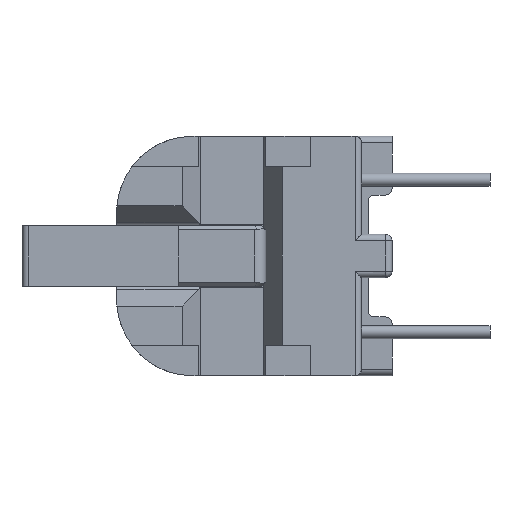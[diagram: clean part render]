
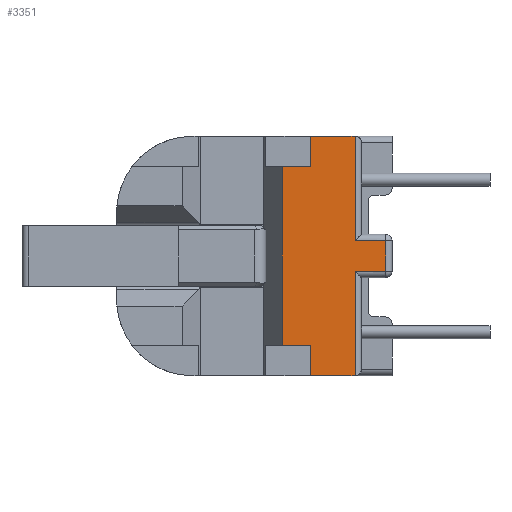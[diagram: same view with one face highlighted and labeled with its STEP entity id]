
A CAD part, left-side view. The second image highlights one B-rep face of the part: STEP entity #3351.
In plain terms, the highlighted planar face has unit normal (-1, 0, 0).
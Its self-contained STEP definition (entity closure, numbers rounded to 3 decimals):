
#67 = LINE ( 'NONE', #16018, #9815 ) ;
#257 = VERTEX_POINT ( 'NONE', #9804 ) ;
#628 = EDGE_CURVE ( 'NONE', #14354, #6964, #6521, .T. ) ;
#747 = ORIENTED_EDGE ( 'NONE', *, *, #2475, .F. ) ;
#824 = VECTOR ( 'NONE', #7078, 1000. ) ;
#826 = LINE ( 'NONE', #13861, #17473 ) ;
#841 = LINE ( 'NONE', #16703, #17281 ) ;
#1025 = AXIS2_PLACEMENT_3D ( 'NONE', #15516, #1774, #16904 ) ;
#1045 = LINE ( 'NONE', #1534, #824 ) ;
#1061 = CARTESIAN_POINT ( 'NONE',  ( -23.341, -39.591, 4.1 ) ) ;
#1208 = VERTEX_POINT ( 'NONE', #9997 ) ;
#1346 = CARTESIAN_POINT ( 'NONE',  ( -23.341, -41.641, 5.5 ) ) ;
#1412 = CARTESIAN_POINT ( 'NONE',  ( -23.341, -38.291, -4.1 ) ) ;
#1534 = CARTESIAN_POINT ( 'NONE',  ( -23.341, -41.641, -0.7 ) ) ;
#1702 = CARTESIAN_POINT ( 'NONE',  ( -23.341, -43.041, 0.7 ) ) ;
#1709 = DIRECTION ( 'NONE',  ( 0., 0., 1. ) ) ;
#1774 = DIRECTION ( 'NONE',  ( -1., 0., 0. ) ) ;
#2094 = EDGE_CURVE ( 'NONE', #17052, #8391, #6926, .T. ) ;
#2148 = VECTOR ( 'NONE', #15600, 1000. ) ;
#2475 = EDGE_CURVE ( 'NONE', #13418, #15744, #4799, .T. ) ;
#2592 = VERTEX_POINT ( 'NONE', #17058 ) ;
#2743 = CARTESIAN_POINT ( 'NONE',  ( -23.341, -41.641, -0.7 ) ) ;
#2856 = VECTOR ( 'NONE', #3568, 1000. ) ;
#2963 = VERTEX_POINT ( 'NONE', #6335 ) ;
#3244 = LINE ( 'NONE', #1061, #13785 ) ;
#3351 = ADVANCED_FACE ( 'NONE', ( #11824 ), #3794, .T. ) ;
#3451 = ORIENTED_EDGE ( 'NONE', *, *, #7095, .F. ) ;
#3568 = DIRECTION ( 'NONE',  ( 0., 0., 1. ) ) ;
#3794 = PLANE ( 'NONE',  #1025 ) ;
#3875 = DIRECTION ( 'NONE',  ( 0., 1., 0. ) ) ;
#4098 = CARTESIAN_POINT ( 'NONE',  ( -23.341, -39.591, 5.3 ) ) ;
#4120 = LINE ( 'NONE', #5598, #16380 ) ;
#4168 = DIRECTION ( 'NONE',  ( 0., 1., 0. ) ) ;
#4471 = CARTESIAN_POINT ( 'NONE',  ( -23.341, -39.591, 4.1 ) ) ;
#4538 = LINE ( 'NONE', #8662, #2148 ) ;
#4704 = EDGE_CURVE ( 'NONE', #1208, #14874, #1045, .T. ) ;
#4746 = EDGE_CURVE ( 'NONE', #2963, #15744, #4120, .T. ) ;
#4799 = LINE ( 'NONE', #4098, #6697 ) ;
#5598 = CARTESIAN_POINT ( 'NONE',  ( -23.341, -35.991, 5.5 ) ) ;
#5669 = EDGE_CURVE ( 'NONE', #16547, #1208, #67, .T. ) ;
#5930 = ORIENTED_EDGE ( 'NONE', *, *, #10301, .T. ) ;
#6015 = ORIENTED_EDGE ( 'NONE', *, *, #5669, .T. ) ;
#6175 = EDGE_CURVE ( 'NONE', #13418, #6964, #3244, .T. ) ;
#6315 = CARTESIAN_POINT ( 'NONE',  ( -23.341, -39.591, -5.5 ) ) ;
#6327 = EDGE_CURVE ( 'NONE', #2592, #2963, #9577, .T. ) ;
#6335 = CARTESIAN_POINT ( 'NONE',  ( -23.341, -41.641, 5.5 ) ) ;
#6521 = LINE ( 'NONE', #16776, #17119 ) ;
#6598 = DIRECTION ( 'NONE',  ( 0., -1., 0. ) ) ;
#6697 = VECTOR ( 'NONE', #8155, 1000. ) ;
#6919 = DIRECTION ( 'NONE',  ( 0., 1., 0. ) ) ;
#6926 = LINE ( 'NONE', #13319, #2856 ) ;
#6964 = VERTEX_POINT ( 'NONE', #9473 ) ;
#7078 = DIRECTION ( 'NONE',  ( 0., 0., 1. ) ) ;
#7095 = EDGE_CURVE ( 'NONE', #257, #14354, #826, .T. ) ;
#7335 = ORIENTED_EDGE ( 'NONE', *, *, #4746, .T. ) ;
#7430 = ORIENTED_EDGE ( 'NONE', *, *, #15391, .T. ) ;
#8155 = DIRECTION ( 'NONE',  ( 0., 0., 1. ) ) ;
#8391 = VERTEX_POINT ( 'NONE', #1702 ) ;
#8662 = CARTESIAN_POINT ( 'NONE',  ( -23.341, -43.341, -0.7 ) ) ;
#8829 = CARTESIAN_POINT ( 'NONE',  ( -23.341, -39.591, -5.3 ) ) ;
#9225 = ORIENTED_EDGE ( 'NONE', *, *, #15962, .T. ) ;
#9473 = CARTESIAN_POINT ( 'NONE',  ( -23.341, -38.291, 4.1 ) ) ;
#9577 = LINE ( 'NONE', #1346, #12176 ) ;
#9804 = CARTESIAN_POINT ( 'NONE',  ( -23.341, -39.591, -4.1 ) ) ;
#9815 = VECTOR ( 'NONE', #6598, 1000. ) ;
#9997 = CARTESIAN_POINT ( 'NONE',  ( -23.341, -41.641, -5.5 ) ) ;
#10028 = DIRECTION ( 'NONE',  ( 0., 1., 0. ) ) ;
#10301 = EDGE_CURVE ( 'NONE', #14874, #17052, #4538, .T. ) ;
#10375 = LINE ( 'NONE', #8829, #11016 ) ;
#11016 = VECTOR ( 'NONE', #11670, 1000. ) ;
#11670 = DIRECTION ( 'NONE',  ( 0., 0., -1. ) ) ;
#11824 = FACE_OUTER_BOUND ( 'NONE', #15315, .T. ) ;
#12176 = VECTOR ( 'NONE', #17781, 1000. ) ;
#12201 = CARTESIAN_POINT ( 'NONE',  ( -23.341, -39.591, 5.5 ) ) ;
#12882 = ORIENTED_EDGE ( 'NONE', *, *, #2094, .T. ) ;
#13319 = CARTESIAN_POINT ( 'NONE',  ( -23.341, -43.041, 0.7 ) ) ;
#13418 = VERTEX_POINT ( 'NONE', #4471 ) ;
#13674 = ORIENTED_EDGE ( 'NONE', *, *, #4704, .T. ) ;
#13718 = ORIENTED_EDGE ( 'NONE', *, *, #6175, .T. ) ;
#13785 = VECTOR ( 'NONE', #3875, 1000. ) ;
#13861 = CARTESIAN_POINT ( 'NONE',  ( -23.341, -39.591, -4.1 ) ) ;
#14354 = VERTEX_POINT ( 'NONE', #1412 ) ;
#14613 = CARTESIAN_POINT ( 'NONE',  ( -23.341, -43.041, -0.7 ) ) ;
#14874 = VERTEX_POINT ( 'NONE', #2743 ) ;
#15315 = EDGE_LOOP ( 'NONE', ( #5930, #12882, #9225, #16507, #7335, #747, #13718, #16445, #3451, #7430, #6015, #13674 ) ) ;
#15391 = EDGE_CURVE ( 'NONE', #257, #16547, #10375, .T. ) ;
#15516 = CARTESIAN_POINT ( 'NONE',  ( -23.341, -35.991, 0. ) ) ;
#15600 = DIRECTION ( 'NONE',  ( 0., -1., 0. ) ) ;
#15744 = VERTEX_POINT ( 'NONE', #12201 ) ;
#15962 = EDGE_CURVE ( 'NONE', #8391, #2592, #841, .T. ) ;
#16018 = CARTESIAN_POINT ( 'NONE',  ( -23.341, -35.991, -5.5 ) ) ;
#16380 = VECTOR ( 'NONE', #4168, 1000. ) ;
#16445 = ORIENTED_EDGE ( 'NONE', *, *, #628, .F. ) ;
#16507 = ORIENTED_EDGE ( 'NONE', *, *, #6327, .T. ) ;
#16547 = VERTEX_POINT ( 'NONE', #6315 ) ;
#16703 = CARTESIAN_POINT ( 'NONE',  ( -23.341, -41.941, 0.7 ) ) ;
#16776 = CARTESIAN_POINT ( 'NONE',  ( -23.341, -38.291, -10.094 ) ) ;
#16904 = DIRECTION ( 'NONE',  ( 0., 0., 1. ) ) ;
#17052 = VERTEX_POINT ( 'NONE', #14613 ) ;
#17058 = CARTESIAN_POINT ( 'NONE',  ( -23.341, -41.641, 0.7 ) ) ;
#17119 = VECTOR ( 'NONE', #1709, 1000. ) ;
#17281 = VECTOR ( 'NONE', #10028, 1000. ) ;
#17473 = VECTOR ( 'NONE', #6919, 1000. ) ;
#17781 = DIRECTION ( 'NONE',  ( 0., 0., 1. ) ) ;
